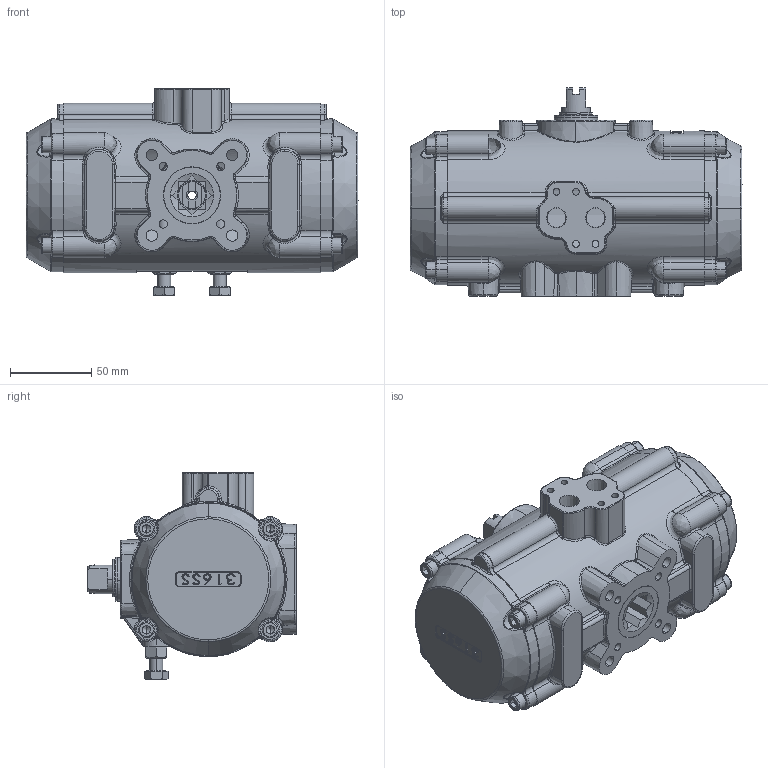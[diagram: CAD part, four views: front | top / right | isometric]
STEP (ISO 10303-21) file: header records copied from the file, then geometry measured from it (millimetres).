
FILE_DESCRIPTION (( 'STEP AP214' ), '1' );
FILE_NAME ('s2-083.step', '2019-10-30T11:31:52', ( '' ), ( '' ), 'SwSTEP 2.0', 'SolidWorks 2019', '' );
FILE_SCHEMA (( 'AUTOMOTIVE_DESIGN' ));
Length unit declared in the file: inch
Products named in the file (2): s2-083
Bounding box: 204 x 128 x 126.95 mm (x, y, z)
Surface area: 108743.1 mm2 (no closed solid volume)
Topology: 0 solids, 23 shells, 1365 faces, 3708 edges, 2245 vertices
Faces by surface type: bspline 697, cylinder 320, plane 264, cone 84
Entity records: 108361 total; most frequent: CARTESIAN_POINT 61976, ORIENTED_EDGE 6633, DIRECTION 4598, EDGE_CURVE 3659, VERTEX_POINT 2245, AXIS2_PLACEMENT_3D 1753, EDGE_LOOP 1447, UNCERTAINTY_MEASURE_WITH_UNIT 1367
